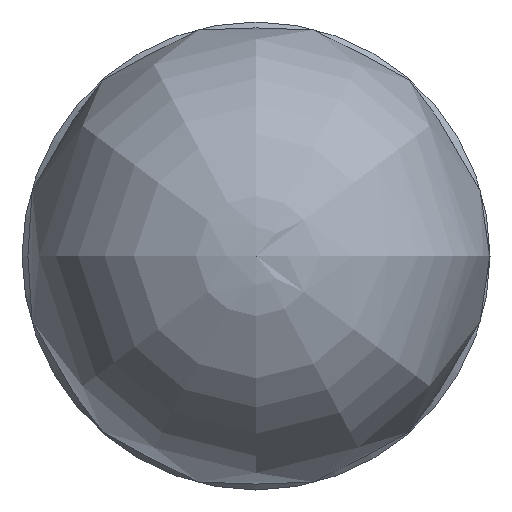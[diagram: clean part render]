
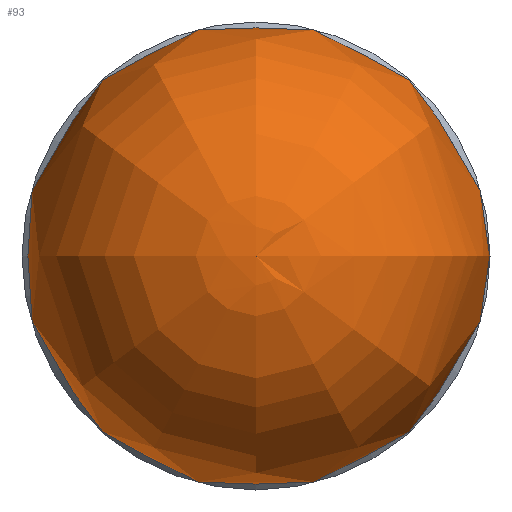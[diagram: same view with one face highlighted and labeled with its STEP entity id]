
A CAD part, left-side view. The second image highlights one B-rep face of the part: STEP entity #93.
In plain terms, the highlighted free-form (B-spline) face has degree [3, 3] with [12, 7] control points.
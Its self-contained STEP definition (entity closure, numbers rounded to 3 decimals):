
#34=(
BOUNDED_SURFACE()
B_SPLINE_SURFACE(3,3,((#345,#346,#347,#348,#349,#350,#351),(#352,#353,#354,
#355,#356,#357,#358),(#359,#360,#361,#362,#363,#364,#365),(#366,#367,#368,
#369,#370,#371,#372),(#373,#374,#375,#376,#377,#378,#379),(#380,#381,#382,
#383,#384,#385,#386),(#387,#388,#389,#390,#391,#392,#393),(#394,#395,#396,
#397,#398,#399,#400),(#401,#402,#403,#404,#405,#406,#407),(#408,#409,#410,
#411,#412,#413,#414),(#415,#416,#417,#418,#419,#420,#421),(#422,#423,#424,
#425,#426,#427,#428)),.UNSPECIFIED.,.F.,.T.,.F.)
B_SPLINE_SURFACE_WITH_KNOTS((4,2,2,2,2,4),(1,3,3,3,1),(0.,0.31,
0.465,0.62,0.93,1.),(-0.5,0.,0.5,
1.,1.5),.UNSPECIFIED.)
GEOMETRIC_REPRESENTATION_ITEM()
RATIONAL_B_SPLINE_SURFACE(((1.,0.333,0.333,1.,0.333,
0.333,1.),(1.,0.333,0.333,1.,0.333,
0.333,1.),(1.,0.333,0.333,1.,0.333,
0.333,1.),(1.,0.333,0.333,1.,0.333,
0.333,1.),(1.,0.333,0.333,1.,0.333,
0.333,1.),(1.,0.333,0.333,1.,0.333,
0.333,1.),(1.,0.333,0.333,1.,0.333,
0.333,1.),(1.,0.333,0.333,1.,0.333,
0.333,1.),(1.,0.333,0.333,1.,0.333,
0.333,1.),(1.,0.333,0.333,1.,0.333,
0.333,1.),(1.,0.333,0.333,1.,0.333,
0.333,1.),(1.,0.333,0.333,1.,0.333,
0.333,1.)))
REPRESENTATION_ITEM('')
SURFACE()
);
#36=B_SPLINE_CURVE_WITH_KNOTS('',3,(#332,#333,#334,#335,#336,#337,#338,
#339,#340,#341,#342,#343),.UNSPECIFIED.,.F.,.F.,(4,2,2,2,2,4),(0.,0.31,
0.465,0.62,0.93,1.),.UNSPECIFIED.);
#93=ADVANCED_FACE('',(#103),#34,.T.);
#103=FACE_OUTER_BOUND('',#124,.T.);
#124=EDGE_LOOP('',(#154,#155,#156));
#154=ORIENTED_EDGE('',*,*,#189,.F.);
#155=ORIENTED_EDGE('',*,*,#189,.T.);
#156=ORIENTED_EDGE('',*,*,#188,.T.);
#171=VERTEX_POINT('',#329);
#172=VERTEX_POINT('',#344);
#188=EDGE_CURVE('',#171,#171,#204,.T.);
#189=EDGE_CURVE('',#172,#171,#36,.T.);
#204=CIRCLE('',#230,7.517);
#230=AXIS2_PLACEMENT_3D('',#330,#283,#284);
#283=DIRECTION('',(-1.,0.,0.));
#284=DIRECTION('',(0.,-1.,0.));
#329=CARTESIAN_POINT('',(10.736,-7.517,0.));
#330=CARTESIAN_POINT('',(10.736,0.,0.));
#332=CARTESIAN_POINT('',(0.,0.,0.));
#333=CARTESIAN_POINT('',(0.,-1.283,0.));
#334=CARTESIAN_POINT('',(0.332,-2.799,0.));
#335=CARTESIAN_POINT('',(1.603,-4.872,0.));
#336=CARTESIAN_POINT('',(2.151,-5.524,0.));
#337=CARTESIAN_POINT('',(3.451,-6.636,0.));
#338=CARTESIAN_POINT('',(4.202,-7.093,0.));
#339=CARTESIAN_POINT('',(6.589,-8.06,0.));
#340=CARTESIAN_POINT('',(8.331,-8.132,0.));
#341=CARTESIAN_POINT('',(10.118,-7.722,0.));
#342=CARTESIAN_POINT('',(10.434,-7.627,0.));
#343=CARTESIAN_POINT('',(10.736,-7.517,0.));
#344=CARTESIAN_POINT('',(0.,0.,0.));
#345=CARTESIAN_POINT('',(0.,0.,0.));
#346=CARTESIAN_POINT('',(0.,0.,0.));
#347=CARTESIAN_POINT('',(0.,0.,0.));
#348=CARTESIAN_POINT('',(0.,0.,0.));
#349=CARTESIAN_POINT('',(0.,0.,0.));
#350=CARTESIAN_POINT('',(0.,0.,0.));
#351=CARTESIAN_POINT('',(0.,0.,0.));
#352=CARTESIAN_POINT('',(0.,-1.283,0.));
#353=CARTESIAN_POINT('',(0.,-1.283,2.565));
#354=CARTESIAN_POINT('',(0.,1.283,2.565));
#355=CARTESIAN_POINT('',(0.,1.283,0.));
#356=CARTESIAN_POINT('',(0.,1.283,-2.565));
#357=CARTESIAN_POINT('',(0.,-1.283,-2.565));
#358=CARTESIAN_POINT('',(0.,-1.283,0.));
#359=CARTESIAN_POINT('',(0.332,-2.799,0.));
#360=CARTESIAN_POINT('',(0.332,-2.799,5.598));
#361=CARTESIAN_POINT('',(0.332,2.799,5.598));
#362=CARTESIAN_POINT('',(0.332,2.799,0.));
#363=CARTESIAN_POINT('',(0.332,2.799,-5.598));
#364=CARTESIAN_POINT('',(0.332,-2.799,-5.598));
#365=CARTESIAN_POINT('',(0.332,-2.799,0.));
#366=CARTESIAN_POINT('',(1.603,-4.872,0.));
#367=CARTESIAN_POINT('',(1.603,-4.872,9.743));
#368=CARTESIAN_POINT('',(1.603,4.872,9.743));
#369=CARTESIAN_POINT('',(1.603,4.872,0.));
#370=CARTESIAN_POINT('',(1.603,4.872,-9.743));
#371=CARTESIAN_POINT('',(1.603,-4.872,-9.743));
#372=CARTESIAN_POINT('',(1.603,-4.872,0.));
#373=CARTESIAN_POINT('',(2.151,-5.524,0.));
#374=CARTESIAN_POINT('',(2.151,-5.524,11.049));
#375=CARTESIAN_POINT('',(2.151,5.524,11.049));
#376=CARTESIAN_POINT('',(2.151,5.524,0.));
#377=CARTESIAN_POINT('',(2.151,5.524,-11.049));
#378=CARTESIAN_POINT('',(2.151,-5.524,-11.049));
#379=CARTESIAN_POINT('',(2.151,-5.524,0.));
#380=CARTESIAN_POINT('',(3.451,-6.636,0.));
#381=CARTESIAN_POINT('',(3.451,-6.636,13.272));
#382=CARTESIAN_POINT('',(3.451,6.636,13.272));
#383=CARTESIAN_POINT('',(3.451,6.636,0.));
#384=CARTESIAN_POINT('',(3.451,6.636,-13.272));
#385=CARTESIAN_POINT('',(3.451,-6.636,-13.272));
#386=CARTESIAN_POINT('',(3.451,-6.636,0.));
#387=CARTESIAN_POINT('',(4.202,-7.093,0.));
#388=CARTESIAN_POINT('',(4.202,-7.093,14.186));
#389=CARTESIAN_POINT('',(4.202,7.093,14.186));
#390=CARTESIAN_POINT('',(4.202,7.093,0.));
#391=CARTESIAN_POINT('',(4.202,7.093,-14.186));
#392=CARTESIAN_POINT('',(4.202,-7.093,-14.186));
#393=CARTESIAN_POINT('',(4.202,-7.093,0.));
#394=CARTESIAN_POINT('',(6.589,-8.06,0.));
#395=CARTESIAN_POINT('',(6.589,-8.06,16.119));
#396=CARTESIAN_POINT('',(6.589,8.06,16.119));
#397=CARTESIAN_POINT('',(6.589,8.06,0.));
#398=CARTESIAN_POINT('',(6.589,8.06,-16.119));
#399=CARTESIAN_POINT('',(6.589,-8.06,-16.119));
#400=CARTESIAN_POINT('',(6.589,-8.06,0.));
#401=CARTESIAN_POINT('',(8.331,-8.132,0.));
#402=CARTESIAN_POINT('',(8.331,-8.132,16.263));
#403=CARTESIAN_POINT('',(8.331,8.132,16.263));
#404=CARTESIAN_POINT('',(8.331,8.132,0.));
#405=CARTESIAN_POINT('',(8.331,8.132,-16.263));
#406=CARTESIAN_POINT('',(8.331,-8.132,-16.263));
#407=CARTESIAN_POINT('',(8.331,-8.132,0.));
#408=CARTESIAN_POINT('',(10.118,-7.722,0.));
#409=CARTESIAN_POINT('',(10.118,-7.722,15.444));
#410=CARTESIAN_POINT('',(10.118,7.722,15.444));
#411=CARTESIAN_POINT('',(10.118,7.722,0.));
#412=CARTESIAN_POINT('',(10.118,7.722,-15.444));
#413=CARTESIAN_POINT('',(10.118,-7.722,-15.444));
#414=CARTESIAN_POINT('',(10.118,-7.722,0.));
#415=CARTESIAN_POINT('',(10.434,-7.627,0.));
#416=CARTESIAN_POINT('',(10.434,-7.627,15.255));
#417=CARTESIAN_POINT('',(10.434,7.627,15.255));
#418=CARTESIAN_POINT('',(10.434,7.627,0.));
#419=CARTESIAN_POINT('',(10.434,7.627,-15.255));
#420=CARTESIAN_POINT('',(10.434,-7.627,-15.255));
#421=CARTESIAN_POINT('',(10.434,-7.627,0.));
#422=CARTESIAN_POINT('',(10.736,-7.517,0.));
#423=CARTESIAN_POINT('',(10.736,-7.517,15.035));
#424=CARTESIAN_POINT('',(10.736,7.517,15.035));
#425=CARTESIAN_POINT('',(10.736,7.517,0.));
#426=CARTESIAN_POINT('',(10.736,7.517,-15.035));
#427=CARTESIAN_POINT('',(10.736,-7.517,-15.035));
#428=CARTESIAN_POINT('',(10.736,-7.517,0.));
